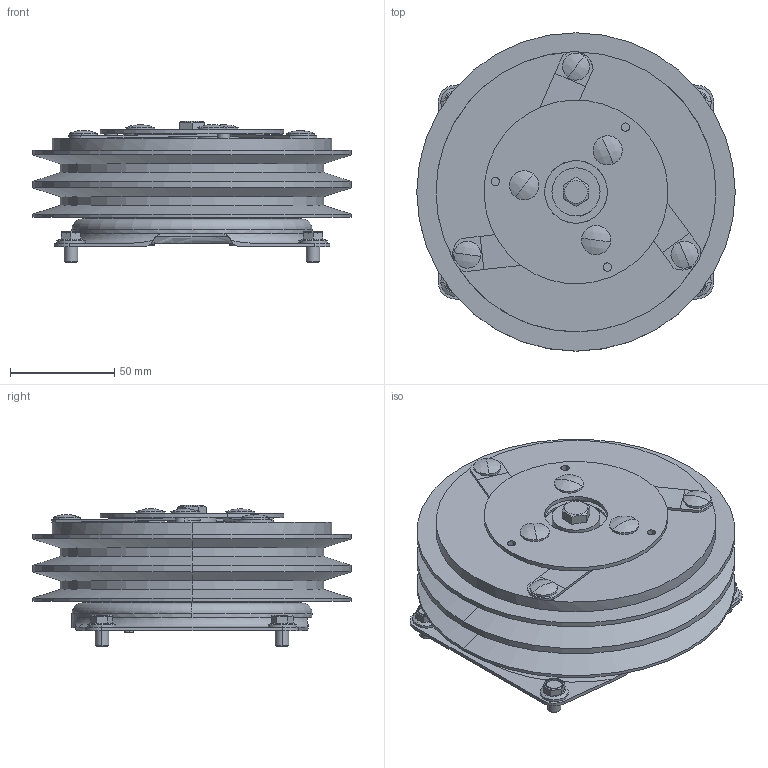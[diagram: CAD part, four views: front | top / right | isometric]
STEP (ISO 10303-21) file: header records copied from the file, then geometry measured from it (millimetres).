
FILE_DESCRIPTION (( 'STEP AP203' ), '1' );
FILE_NAME ('53615300_MA-6A-CV-2_MGCL.STEP', '2019-04-05T02:04:37', ( '' ), ( '' ), 'SwSTEP 2.0', 'SolidWorks 2014', '' );
FILE_SCHEMA (( 'CONFIG_CONTROL_DESIGN' ));
Length unit declared in the file: millimetre
Products named in the file (1): 53615300_MA-6A-CV-2_MGCL
Bounding box: 152.4 x 152.4 x 67.57 mm (x, y, z)
Volume: 584160.8 mm3; surface area: 119962.8 mm2
Topology: 7 solids, 10 shells, 539 faces, 1326 edges, 823 vertices
Faces by surface type: cylinder 254, plane 187, cone 70, torus 16, sphere 12
Entity records: 16409 total; most frequent: CARTESIAN_POINT 3254, DIRECTION 2956, ORIENTED_EDGE 2628, EDGE_CURVE 1314, AXIS2_PLACEMENT_3D 1209, VERTEX_POINT 823, CIRCLE 669, EDGE_LOOP 611
